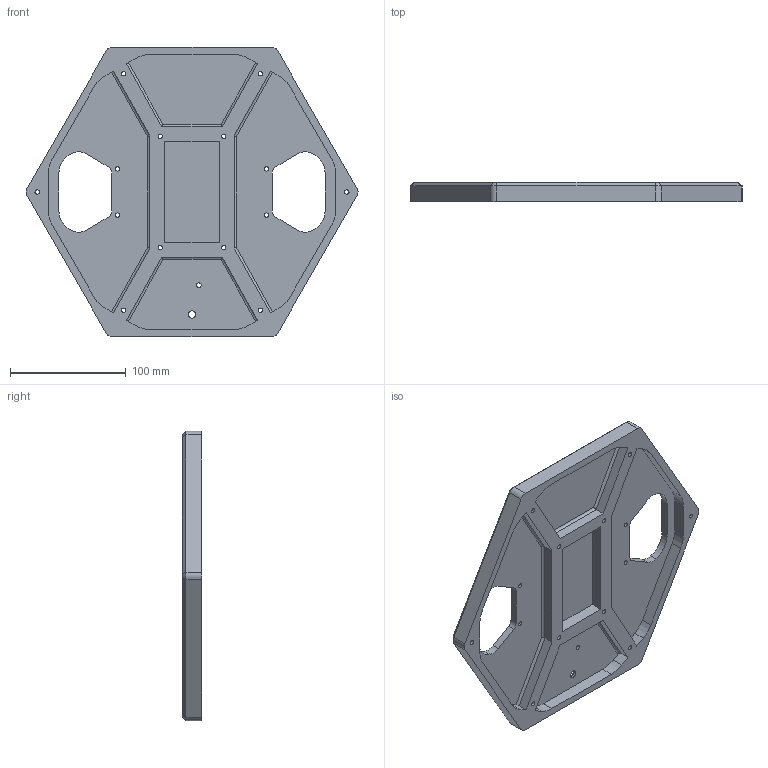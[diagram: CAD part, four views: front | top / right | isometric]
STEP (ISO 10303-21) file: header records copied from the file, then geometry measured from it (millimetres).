
FILE_DESCRIPTION(/* description */ (''),/* implementation_level */ '2;1');
FILE_NAME(/* name */ 'WhirlWax_TopHalf_TPU.step',/* time_stamp */ '2023-05-28T14:20:24-04:00',/* author */ (''),/* organization */ (''),/* preprocessor_version */ 'ST-DEVELOPER v19.2',/* originating_system */ 'Autodesk Translation Framework v12.4.0.73',/* authorisation */ '');
FILE_SCHEMA (('AUTOMOTIVE_DESIGN { 1 0 10303 214 3 1 1 }'));
Length unit declared in the file: millimetre
Products named in the file (1): Whirlwax_-_3lb_Meltybrain_-_Team_HoneyCracked
Bounding box: 286.71 x 16.82 x 250 mm (x, y, z)
Volume: 404732 mm3; surface area: 140203.5 mm2
Topology: 1 solids, 1 shells, 756 faces, 1786 edges, 1092 vertices
Faces by surface type: plane 677, cylinder 72, cone 6, torus 1
Full cylindrical faces by diameter (mm): 3.81 x14, 4 x1, 6.35 x1, 9.525 x14
Entity records: 21131 total; most frequent: CARTESIAN_POINT 3635, ORIENTED_EDGE 3572, DIRECTION 3461, EDGE_CURVE 1786, LINE 1625, VECTOR 1625, VERTEX_POINT 1092, AXIS2_PLACEMENT_3D 918
